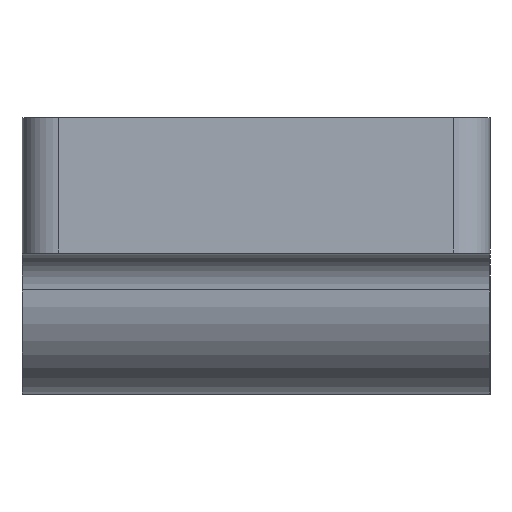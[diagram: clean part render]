
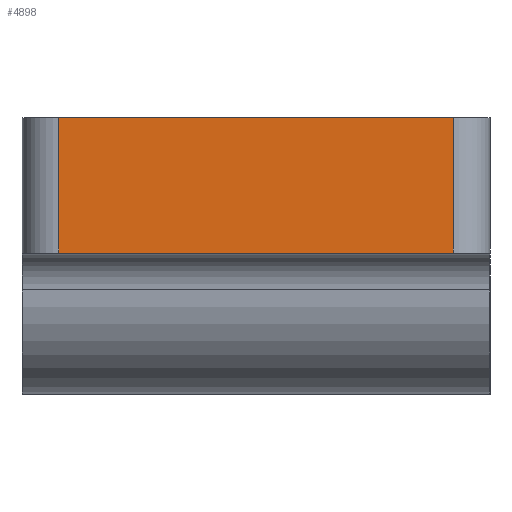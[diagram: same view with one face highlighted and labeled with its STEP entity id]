
A CAD part, left-side view. The second image highlights one B-rep face of the part: STEP entity #4898.
In plain terms, the highlighted planar face has unit normal (-1, 0, 0).
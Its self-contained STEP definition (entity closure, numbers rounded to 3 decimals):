
#100 = PLANE('',#101);
#101 = AXIS2_PLACEMENT_3D('',#102,#103,#104);
#102 = CARTESIAN_POINT('',(0.,1.,25.));
#103 = DIRECTION('',(0.,0.,1.));
#104 = DIRECTION('',(0.,1.,0.));
#128 = CYLINDRICAL_SURFACE('',#129,3.);
#129 = AXIS2_PLACEMENT_3D('',#130,#131,#132);
#130 = CARTESIAN_POINT('',(-50.,-15.,14.));
#131 = DIRECTION('',(0.,0.,1.));
#132 = DIRECTION('',(-0.,-1.,0.));
#156 = PLANE('',#157);
#157 = AXIS2_PLACEMENT_3D('',#158,#159,#160);
#158 = CARTESIAN_POINT('',(0.,-18.,14.));
#159 = DIRECTION('',(0.,0.,1.));
#160 = DIRECTION('',(0.,1.,0.));
#1453 = EDGE_CURVE('',#1454,#1456,#1458,.T.);
#1454 = VERTEX_POINT('',#1455);
#1455 = CARTESIAN_POINT('',(-53.,-15.,25.));
#1456 = VERTEX_POINT('',#1457);
#1457 = CARTESIAN_POINT('',(-53.,17.,25.));
#1458 = SURFACE_CURVE('',#1459,(#1463,#1470),.PCURVE_S1.);
#1459 = LINE('',#1460,#1461);
#1460 = CARTESIAN_POINT('',(-53.,-18.,25.));
#1461 = VECTOR('',#1462,1.);
#1462 = DIRECTION('',(0.,1.,0.));
#1463 = PCURVE('',#100,#1464);
#1464 = DEFINITIONAL_REPRESENTATION('',(#1465),#1469);
#1465 = LINE('',#1466,#1467);
#1466 = CARTESIAN_POINT('',(-19.,53.));
#1467 = VECTOR('',#1468,1.);
#1468 = DIRECTION('',(1.,0.));
#1469 = ( GEOMETRIC_REPRESENTATION_CONTEXT(2) 
PARAMETRIC_REPRESENTATION_CONTEXT() REPRESENTATION_CONTEXT('2D SPACE',''
  ) );
#1470 = PCURVE('',#1471,#1476);
#1471 = PLANE('',#1472);
#1472 = AXIS2_PLACEMENT_3D('',#1473,#1474,#1475);
#1473 = CARTESIAN_POINT('',(-53.,-18.,14.));
#1474 = DIRECTION('',(-1.,0.,0.));
#1475 = DIRECTION('',(0.,1.,0.));
#1476 = DEFINITIONAL_REPRESENTATION('',(#1477),#1481);
#1477 = LINE('',#1478,#1479);
#1478 = CARTESIAN_POINT('',(0.,-11.));
#1479 = VECTOR('',#1480,1.);
#1480 = DIRECTION('',(1.,0.));
#1481 = ( GEOMETRIC_REPRESENTATION_CONTEXT(2) 
PARAMETRIC_REPRESENTATION_CONTEXT() REPRESENTATION_CONTEXT('2D SPACE',''
  ) );
#1821 = CYLINDRICAL_SURFACE('',#1822,3.);
#1822 = AXIS2_PLACEMENT_3D('',#1823,#1824,#1825);
#1823 = CARTESIAN_POINT('',(-50.,17.,14.));
#1824 = DIRECTION('',(0.,0.,1.));
#1825 = DIRECTION('',(0.,1.,0.));
#2087 = VERTEX_POINT('',#2088);
#2088 = CARTESIAN_POINT('',(-53.,-15.,14.));
#2114 = EDGE_CURVE('',#2087,#1454,#2115,.T.);
#2115 = SURFACE_CURVE('',#2116,(#2120,#2127),.PCURVE_S1.);
#2116 = LINE('',#2117,#2118);
#2117 = CARTESIAN_POINT('',(-53.,-15.,14.));
#2118 = VECTOR('',#2119,1.);
#2119 = DIRECTION('',(0.,0.,1.));
#2120 = PCURVE('',#128,#2121);
#2121 = DEFINITIONAL_REPRESENTATION('',(#2122),#2126);
#2122 = LINE('',#2123,#2124);
#2123 = CARTESIAN_POINT('',(-1.571,0.));
#2124 = VECTOR('',#2125,1.);
#2125 = DIRECTION('',(-0.,1.));
#2126 = ( GEOMETRIC_REPRESENTATION_CONTEXT(2) 
PARAMETRIC_REPRESENTATION_CONTEXT() REPRESENTATION_CONTEXT('2D SPACE',''
  ) );
#2127 = PCURVE('',#1471,#2128);
#2128 = DEFINITIONAL_REPRESENTATION('',(#2129),#2133);
#2129 = LINE('',#2130,#2131);
#2130 = CARTESIAN_POINT('',(3.,0.));
#2131 = VECTOR('',#2132,1.);
#2132 = DIRECTION('',(0.,-1.));
#2133 = ( GEOMETRIC_REPRESENTATION_CONTEXT(2) 
PARAMETRIC_REPRESENTATION_CONTEXT() REPRESENTATION_CONTEXT('2D SPACE',''
  ) );
#2236 = VERTEX_POINT('',#2237);
#2237 = CARTESIAN_POINT('',(-53.,17.,14.));
#2259 = EDGE_CURVE('',#2087,#2236,#2260,.T.);
#2260 = SURFACE_CURVE('',#2261,(#2265,#2272),.PCURVE_S1.);
#2261 = LINE('',#2262,#2263);
#2262 = CARTESIAN_POINT('',(-53.,-18.,14.));
#2263 = VECTOR('',#2264,1.);
#2264 = DIRECTION('',(0.,1.,0.));
#2265 = PCURVE('',#156,#2266);
#2266 = DEFINITIONAL_REPRESENTATION('',(#2267),#2271);
#2267 = LINE('',#2268,#2269);
#2268 = CARTESIAN_POINT('',(0.,53.));
#2269 = VECTOR('',#2270,1.);
#2270 = DIRECTION('',(1.,0.));
#2271 = ( GEOMETRIC_REPRESENTATION_CONTEXT(2) 
PARAMETRIC_REPRESENTATION_CONTEXT() REPRESENTATION_CONTEXT('2D SPACE',''
  ) );
#2272 = PCURVE('',#1471,#2273);
#2273 = DEFINITIONAL_REPRESENTATION('',(#2274),#2278);
#2274 = LINE('',#2275,#2276);
#2275 = CARTESIAN_POINT('',(0.,0.));
#2276 = VECTOR('',#2277,1.);
#2277 = DIRECTION('',(1.,0.));
#2278 = ( GEOMETRIC_REPRESENTATION_CONTEXT(2) 
PARAMETRIC_REPRESENTATION_CONTEXT() REPRESENTATION_CONTEXT('2D SPACE',''
  ) );
#4898 = ADVANCED_FACE('',(#4899),#1471,.T.);
#4899 = FACE_BOUND('',#4900,.T.);
#4900 = EDGE_LOOP('',(#4901,#4902,#4903,#4904));
#4901 = ORIENTED_EDGE('',*,*,#2259,.F.);
#4902 = ORIENTED_EDGE('',*,*,#2114,.T.);
#4903 = ORIENTED_EDGE('',*,*,#1453,.T.);
#4904 = ORIENTED_EDGE('',*,*,#4905,.F.);
#4905 = EDGE_CURVE('',#2236,#1456,#4906,.T.);
#4906 = SURFACE_CURVE('',#4907,(#4911,#4918),.PCURVE_S1.);
#4907 = LINE('',#4908,#4909);
#4908 = CARTESIAN_POINT('',(-53.,17.,14.));
#4909 = VECTOR('',#4910,1.);
#4910 = DIRECTION('',(0.,0.,1.));
#4911 = PCURVE('',#1471,#4912);
#4912 = DEFINITIONAL_REPRESENTATION('',(#4913),#4917);
#4913 = LINE('',#4914,#4915);
#4914 = CARTESIAN_POINT('',(35.,0.));
#4915 = VECTOR('',#4916,1.);
#4916 = DIRECTION('',(0.,-1.));
#4917 = ( GEOMETRIC_REPRESENTATION_CONTEXT(2) 
PARAMETRIC_REPRESENTATION_CONTEXT() REPRESENTATION_CONTEXT('2D SPACE',''
  ) );
#4918 = PCURVE('',#1821,#4919);
#4919 = DEFINITIONAL_REPRESENTATION('',(#4920),#4924);
#4920 = LINE('',#4921,#4922);
#4921 = CARTESIAN_POINT('',(1.571,0.));
#4922 = VECTOR('',#4923,1.);
#4923 = DIRECTION('',(0.,1.));
#4924 = ( GEOMETRIC_REPRESENTATION_CONTEXT(2) 
PARAMETRIC_REPRESENTATION_CONTEXT() REPRESENTATION_CONTEXT('2D SPACE',''
  ) );
